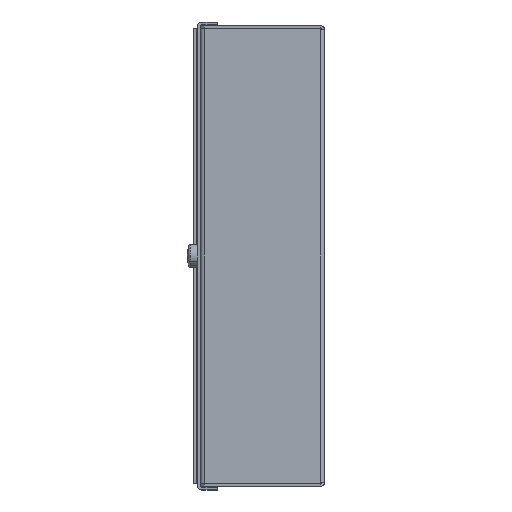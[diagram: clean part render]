
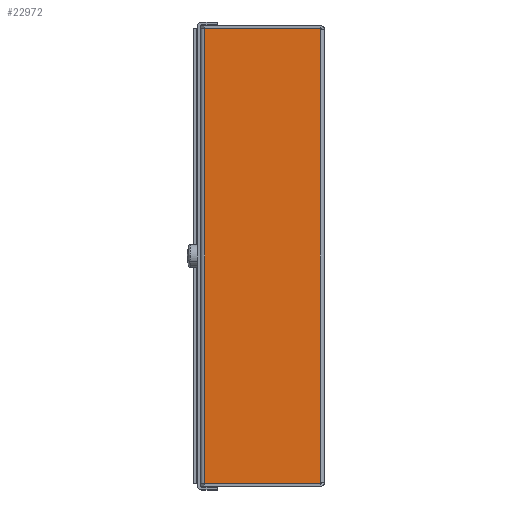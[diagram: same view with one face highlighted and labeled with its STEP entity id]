
A CAD part, left-side view. The second image highlights one B-rep face of the part: STEP entity #22972.
In plain terms, the highlighted planar face has unit normal (-1, 0, 0).
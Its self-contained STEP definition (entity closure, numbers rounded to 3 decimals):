
#144 = LINE ( 'NONE', #8505, #15711 ) ;
#219 = VECTOR ( 'NONE', #3153, 1000. ) ;
#1011 = CARTESIAN_POINT ( 'NONE',  ( -150., 1., 78.9 ) ) ;
#1243 = DIRECTION ( 'NONE',  ( -1., 0., 0. ) ) ;
#1516 = VERTEX_POINT ( 'NONE', #2194 ) ;
#2194 = CARTESIAN_POINT ( 'NONE',  ( -150., 1.6, -78.9 ) ) ;
#2925 = VECTOR ( 'NONE', #14700, 1000. ) ;
#3153 = DIRECTION ( 'NONE',  ( 0., -1., 0. ) ) ;
#4193 = VERTEX_POINT ( 'NONE', #6246 ) ;
#5232 = EDGE_CURVE ( 'NONE', #1516, #25844, #144, .T. ) ;
#6246 = CARTESIAN_POINT ( 'NONE',  ( -150., 1.6, 78.9 ) ) ;
#6732 = DIRECTION ( 'NONE',  ( 0., 0., -1. ) ) ;
#7986 = FACE_OUTER_BOUND ( 'NONE', #20342, .T. ) ;
#8022 = LINE ( 'NONE', #15675, #23938 ) ;
#8098 = CARTESIAN_POINT ( 'NONE',  ( -150., 1., 78.4 ) ) ;
#8152 = LINE ( 'NONE', #1011, #219 ) ;
#8505 = CARTESIAN_POINT ( 'NONE',  ( -150., 41.7, -78.9 ) ) ;
#9851 = ORIENTED_EDGE ( 'NONE', *, *, #5232, .F. ) ;
#10038 = ORIENTED_EDGE ( 'NONE', *, *, #27453, .T. ) ;
#10066 = EDGE_CURVE ( 'NONE', #4193, #1516, #8022, .T. ) ;
#12756 = ORIENTED_EDGE ( 'NONE', *, *, #10066, .F. ) ;
#12779 = CARTESIAN_POINT ( 'NONE',  ( -150., 41.7, 78.4 ) ) ;
#14019 = CARTESIAN_POINT ( 'NONE',  ( -150., 41.7, 78.9 ) ) ;
#14700 = DIRECTION ( 'NONE',  ( 0., 0., -1. ) ) ;
#15675 = CARTESIAN_POINT ( 'NONE',  ( -150., 1.6, -157.811 ) ) ;
#15711 = VECTOR ( 'NONE', #27060, 1000. ) ;
#17703 = EDGE_CURVE ( 'NONE', #29102, #4193, #8152, .T. ) ;
#19405 = PLANE ( 'NONE',  #26481 ) ;
#20342 = EDGE_LOOP ( 'NONE', ( #12756, #24733, #10038, #9851 ) ) ;
#22392 = LINE ( 'NONE', #12779, #2925 ) ;
#22972 = ADVANCED_FACE ( 'NONE', ( #7986 ), #19405, .T. ) ;
#23938 = VECTOR ( 'NONE', #6732, 1000. ) ;
#24733 = ORIENTED_EDGE ( 'NONE', *, *, #17703, .F. ) ;
#25844 = VERTEX_POINT ( 'NONE', #29575 ) ;
#26481 = AXIS2_PLACEMENT_3D ( 'NONE', #8098, #1243, #26485 ) ;
#26485 = DIRECTION ( 'NONE',  ( 0., -1., 0. ) ) ;
#27060 = DIRECTION ( 'NONE',  ( 0., 1., 0. ) ) ;
#27453 = EDGE_CURVE ( 'NONE', #29102, #25844, #22392, .T. ) ;
#29102 = VERTEX_POINT ( 'NONE', #14019 ) ;
#29575 = CARTESIAN_POINT ( 'NONE',  ( -150., 41.7, -78.9 ) ) ;
